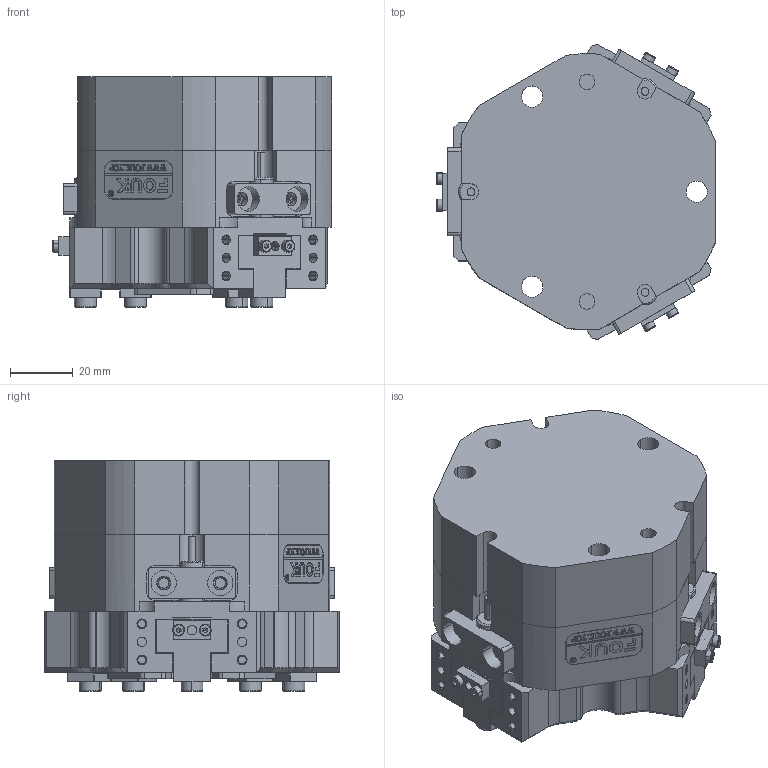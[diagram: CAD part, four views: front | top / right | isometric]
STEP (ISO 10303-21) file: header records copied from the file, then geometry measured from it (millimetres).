
FILE_DESCRIPTION (( 'STEP AP203' ), '1' );
FILE_NAME ('TZ55-94-NC.STEP', '2024-12-02T06:56:02', ( 'USER-' ), ( 'Microsoft' ), 'SwSTEP 2.0', 'SolidWorks 2018', '' );
FILE_SCHEMA (( 'CONFIG_CONTROL_DESIGN' ));
Length unit declared in the file: millimetre
Products named in the file (12): 揤輸杅耀.sldasm-Part-9; TZ55-02-1嗣謂裔啣耀倰; 25x12-R3; TZ55C-T-01 ァ蛈褲釱; TZ55-94-NC; 8-18換覜ん-1; TZ55賑輸-耀倰; TZ55BS-1-03 菁窒晊扥裔; 7x5-6隅弇杶; 埴翐芛_GB_FASTENER_SCREWS_HSHCS M2X8-N; 揤极18; 揤輸蚾饜极
Assembly tree (25 placements, depth 3):
  TZ55-94-NC
    TZ55C-T-01 ァ蛈褲釱
    TZ55賑輸-耀倰  x3
    8-18換覜ん-1  x3
    揤极18  x3
    TZ55-02-1嗣謂裔啣耀倰
    TZ55BS-1-03 菁窒晊扥裔
    7x5-6隅弇杶  x6
    揤輸蚾饜极  x3
      揤輸杅耀.sldasm-Part-9
      埴翐芛_GB_FASTENER_SCREWS_HSHCS M2X8-N
    25x12-R3
Bounding box: 89.02 x 94.11 x 73.5 mm (x, y, z)
Volume: 356593.3 mm3; surface area: 81393.1 mm2
Topology: 28 solids, 74 shells, 1714 faces, 4249 edges, 2690 vertices
Faces by surface type: plane 825, cylinder 436, cone 286, bspline 155, torus 12
Entity records: 44304 total; most frequent: CARTESIAN_POINT 12803, ORIENTED_EDGE 6234, DIRECTION 5966, EDGE_CURVE 3117, VERTEX_POINT 2045, AXIS2_PLACEMENT_3D 2020, VECTOR 1926, LINE 1926
